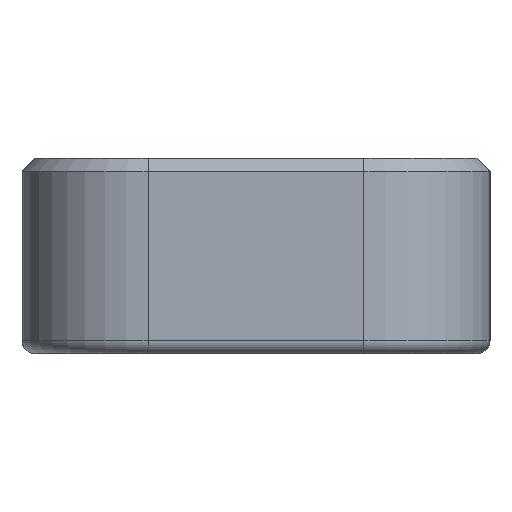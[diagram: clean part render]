
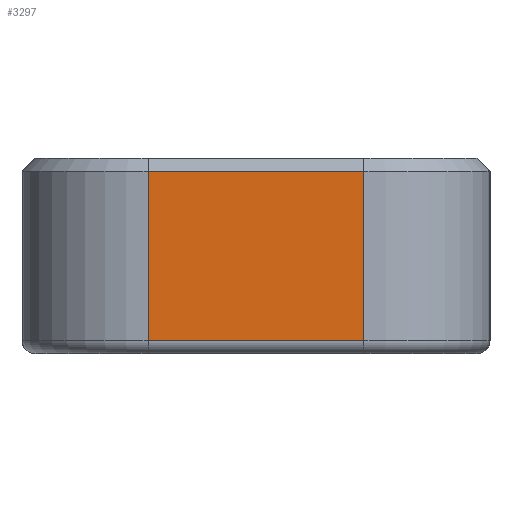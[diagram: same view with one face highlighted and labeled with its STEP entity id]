
A CAD part, left-side view. The second image highlights one B-rep face of the part: STEP entity #3297.
In plain terms, the highlighted planar face has unit normal (-1, 0, 0).
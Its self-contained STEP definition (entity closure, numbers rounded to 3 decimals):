
#460=FACE_OUTER_BOUND('',#661,.T.);
#661=EDGE_LOOP('',(#2988,#2989,#2990,#2991));
#991=LINE('',#5813,#1291);
#992=LINE('',#5819,#1292);
#993=LINE('',#5822,#1293);
#994=LINE('',#5823,#1294);
#1291=VECTOR('',#4621,10.);
#1292=VECTOR('',#4630,10.);
#1293=VECTOR('',#4633,10.);
#1294=VECTOR('',#4634,10.);
#1578=VERTEX_POINT('',#5806);
#1579=VERTEX_POINT('',#5811);
#1580=VERTEX_POINT('',#5817);
#1581=VERTEX_POINT('',#5821);
#2050=EDGE_CURVE('',#1579,#1578,#991,.T.);
#2053=EDGE_CURVE('',#1578,#1580,#992,.T.);
#2054=EDGE_CURVE('',#1580,#1581,#993,.T.);
#2055=EDGE_CURVE('',#1581,#1579,#994,.T.);
#2988=ORIENTED_EDGE('',*,*,#2054,.F.);
#2989=ORIENTED_EDGE('',*,*,#2053,.F.);
#2990=ORIENTED_EDGE('',*,*,#2050,.F.);
#2991=ORIENTED_EDGE('',*,*,#2055,.F.);
#3108=PLANE('',#3652);
#3297=ADVANCED_FACE('',(#460),#3108,.F.);
#3652=AXIS2_PLACEMENT_3D('',#5820,#4631,#4632);
#4621=DIRECTION('',(0.,-1.,0.));
#4630=DIRECTION('',(0.,0.,-1.));
#4631=DIRECTION('center_axis',(1.,0.,0.));
#4632=DIRECTION('ref_axis',(0.,-1.,0.));
#4633=DIRECTION('',(0.,1.,0.));
#4634=DIRECTION('',(0.,0.,1.));
#5806=CARTESIAN_POINT('',(0.,4.845,7.));
#5811=CARTESIAN_POINT('',(0.,13.136,7.));
#5813=CARTESIAN_POINT('',(0.,10.761,7.));
#5817=CARTESIAN_POINT('',(0.,4.845,0.5));
#5819=CARTESIAN_POINT('',(0.,4.845,7.5));
#5820=CARTESIAN_POINT('Origin',(0.,12.986,7.5));
#5821=CARTESIAN_POINT('',(0.,13.136,0.5));
#5822=CARTESIAN_POINT('',(0.,8.988,0.5));
#5823=CARTESIAN_POINT('',(0.,13.136,7.5));
